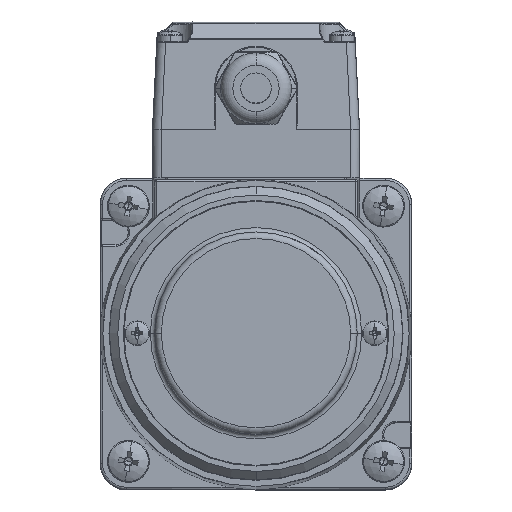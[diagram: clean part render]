
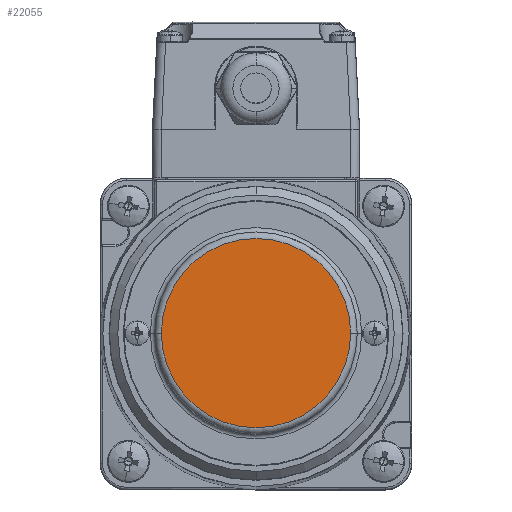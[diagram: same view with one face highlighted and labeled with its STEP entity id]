
A CAD part, top view. The second image highlights one B-rep face of the part: STEP entity #22055.
In plain terms, the highlighted face is planar.
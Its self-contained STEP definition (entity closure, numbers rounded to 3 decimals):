
#656 = ORIENTED_EDGE ( 'NONE', *, *, #16803, .T. ) ;
#3154 = VERTEX_POINT ( 'NONE', #5245 ) ;
#3793 = ORIENTED_EDGE ( 'NONE', *, *, #15978, .F. ) ;
#3954 = DIRECTION ( 'NONE',  ( 0., 1., 0. ) ) ;
#5245 = CARTESIAN_POINT ( 'NONE',  ( 0.005, 92.75, 21.5 ) ) ;
#6148 = DIRECTION ( 'NONE',  ( 0.011, 0., -1. ) ) ;
#7637 = PLANE ( 'NONE',  #43678 ) ;
#9157 = DIRECTION ( 'NONE',  ( -0.011, 0., 1. ) ) ;
#10458 = EDGE_LOOP ( 'NONE', ( #3793, #656 ) ) ;
#12826 = CARTESIAN_POINT ( 'NONE',  ( 0., 92.75, 0. ) ) ;
#14763 = AXIS2_PLACEMENT_3D ( 'NONE', #46909, #39287, #6148 ) ;
#15978 = EDGE_CURVE ( 'NONE', #29181, #3154, #46143, .T. ) ;
#16803 = EDGE_CURVE ( 'NONE', #29181, #3154, #39899, .T. ) ;
#18924 = DIRECTION ( 'NONE',  ( 1., 0., 0. ) ) ;
#22055 = ADVANCED_FACE ( 'NONE', ( #41252 ), #7637, .T. ) ;
#22595 = CARTESIAN_POINT ( 'NONE',  ( 0., 92.75, 0. ) ) ;
#29181 = VERTEX_POINT ( 'NONE', #34183 ) ;
#34183 = CARTESIAN_POINT ( 'NONE',  ( -0.005, 92.75, -21.5 ) ) ;
#39287 = DIRECTION ( 'NONE',  ( 0., -1., 0. ) ) ;
#39899 = CIRCLE ( 'NONE', #43070, 21.5 ) ;
#41252 = FACE_OUTER_BOUND ( 'NONE', #10458, .T. ) ;
#42781 = DIRECTION ( 'NONE',  ( 0., 1., 0. ) ) ;
#43070 = AXIS2_PLACEMENT_3D ( 'NONE', #12826, #42781, #9157 ) ;
#43678 = AXIS2_PLACEMENT_3D ( 'NONE', #22595, #3954, #18924 ) ;
#46143 = CIRCLE ( 'NONE', #14763, 21.5 ) ;
#46909 = CARTESIAN_POINT ( 'NONE',  ( 0., 92.75, 0. ) ) ;
